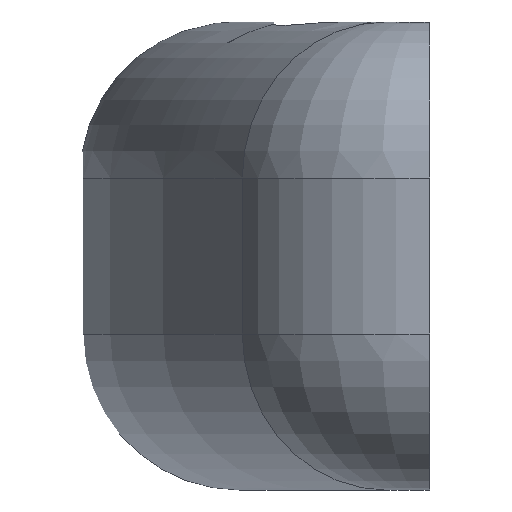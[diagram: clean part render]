
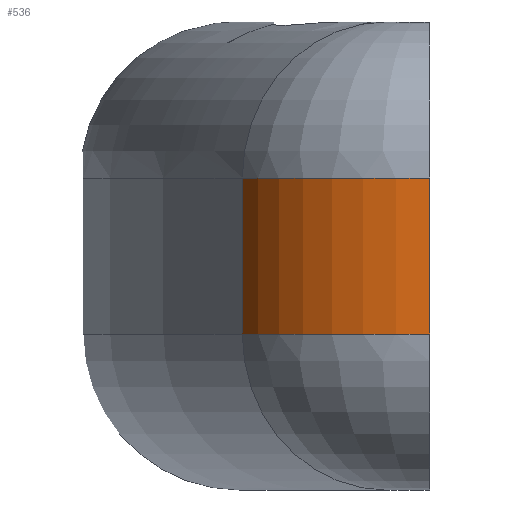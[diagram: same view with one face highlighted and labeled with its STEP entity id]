
A CAD part, left-side view. The second image highlights one B-rep face of the part: STEP entity #536.
In plain terms, the highlighted cylindrical face has radius 13 mm (diameter 26 mm), a partial arc.
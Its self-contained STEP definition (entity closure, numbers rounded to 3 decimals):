
#6 = EDGE_CURVE ( 'NONE', #384, #375, #643, .T. ) ;
#15 = FACE_OUTER_BOUND ( 'NONE', #620, .T. ) ;
#16 = CYLINDRICAL_SURFACE ( 'NONE', #138, 13. ) ;
#32 = CIRCLE ( 'NONE', #137, 13. ) ;
#41 = LINE ( 'NONE', #500, #43 ) ;
#43 = VECTOR ( 'NONE', #501, 1000. ) ;
#98 = AXIS2_PLACEMENT_3D ( 'NONE', #248, #249, #250 ) ;
#137 = AXIS2_PLACEMENT_3D ( 'NONE', #216, #217, #218 ) ;
#138 = AXIS2_PLACEMENT_3D ( 'NONE', #339, #340, #341 ) ;
#172 = CARTESIAN_POINT ( 'NONE',  ( -112., 12., 30. ) ) ;
#182 = DIRECTION ( 'NONE',  ( 0., 0., -1. ) ) ;
#216 = CARTESIAN_POINT ( 'NONE',  ( -107., 0., 10. ) ) ;
#217 = DIRECTION ( 'NONE',  ( 0., 0., 1. ) ) ;
#218 = DIRECTION ( 'NONE',  ( -1., 0., 0. ) ) ;
#248 = CARTESIAN_POINT ( 'NONE',  ( -107., 0., 20. ) ) ;
#249 = DIRECTION ( 'NONE',  ( 0., 0., -1. ) ) ;
#250 = DIRECTION ( 'NONE',  ( -1., 0., 0. ) ) ;
#339 = CARTESIAN_POINT ( 'NONE',  ( -107., 0., 30. ) ) ;
#340 = DIRECTION ( 'NONE',  ( 0., 0., -1. ) ) ;
#341 = DIRECTION ( 'NONE',  ( -1., 0., 0. ) ) ;
#353 = VERTEX_POINT ( 'NONE', #479 ) ;
#371 = EDGE_CURVE ( 'NONE', #353, #390, #41, .T. ) ;
#375 = VERTEX_POINT ( 'NONE', #504 ) ;
#384 = VERTEX_POINT ( 'NONE', #510 ) ;
#390 = VERTEX_POINT ( 'NONE', #514 ) ;
#479 = CARTESIAN_POINT ( 'NONE',  ( -120., 0., 20. ) ) ;
#500 = CARTESIAN_POINT ( 'NONE',  ( -120., 0., 30. ) ) ;
#501 = DIRECTION ( 'NONE',  ( 0., 0., -1. ) ) ;
#504 = CARTESIAN_POINT ( 'NONE',  ( -112., 12., 10. ) ) ;
#510 = CARTESIAN_POINT ( 'NONE',  ( -112., 12., 20. ) ) ;
#514 = CARTESIAN_POINT ( 'NONE',  ( -120., 0., 10. ) ) ;
#536 = ADVANCED_FACE ( 'NONE', ( #15 ), #16, .T. ) ;
#550 = ORIENTED_EDGE ( 'NONE', *, *, #371, .F. ) ;
#551 = ORIENTED_EDGE ( 'NONE', *, *, #756, .T. ) ;
#620 = EDGE_LOOP ( 'NONE', ( #697, #695, #550, #551 ) ) ;
#643 = LINE ( 'NONE', #172, #645 ) ;
#645 = VECTOR ( 'NONE', #182, 1000. ) ;
#695 = ORIENTED_EDGE ( 'NONE', *, *, #745, .T. ) ;
#697 = ORIENTED_EDGE ( 'NONE', *, *, #6, .T. ) ;
#711 = CIRCLE ( 'NONE', #98, 13. ) ;
#745 = EDGE_CURVE ( 'NONE', #375, #390, #32, .T. ) ;
#756 = EDGE_CURVE ( 'NONE', #353, #384, #711, .T. ) ;
